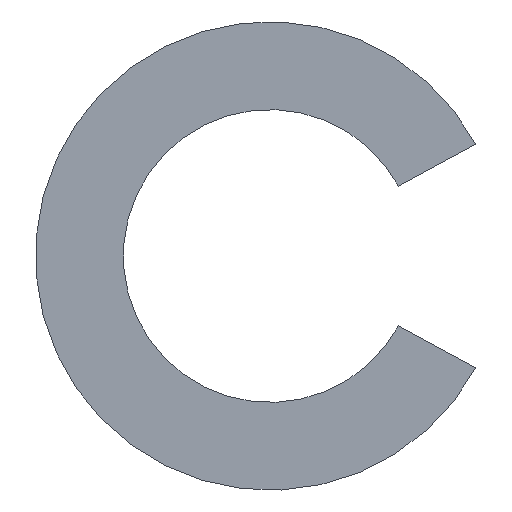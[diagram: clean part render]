
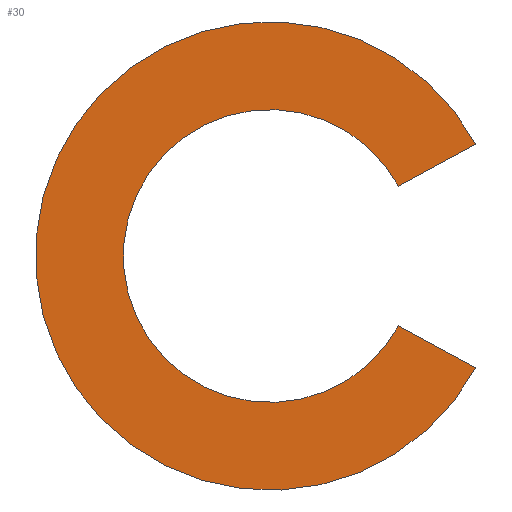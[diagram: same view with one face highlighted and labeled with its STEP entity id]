
A CAD part, front view. The second image highlights one B-rep face of the part: STEP entity #30.
In plain terms, the highlighted planar face has unit normal (0, -1, 0).
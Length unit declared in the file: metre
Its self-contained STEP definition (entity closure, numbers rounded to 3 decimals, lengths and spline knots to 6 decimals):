
#30 = ADVANCED_FACE( '', ( #59 ), #60, .F. );
#59 = FACE_OUTER_BOUND( '', #84, .T. );
#60 = PLANE( '', #85 );
#84 = EDGE_LOOP( '', ( #103, #104, #105, #106 ) );
#85 = AXIS2_PLACEMENT_3D( '', #107, #108, #109 );
#103 = ORIENTED_EDGE( '', *, *, #151, .F. );
#104 = ORIENTED_EDGE( '', *, *, #152, .T. );
#105 = ORIENTED_EDGE( '', *, *, #153, .F. );
#106 = ORIENTED_EDGE( '', *, *, #154, .F. );
#107 = CARTESIAN_POINT( '', ( 0., -0.004, 0. ) );
#108 = DIRECTION( '', ( 0., 1., 0. ) );
#109 = DIRECTION( '', ( 0., 0., 1. ) );
#151 = EDGE_CURVE( '', #169, #170, #171, .T. );
#152 = EDGE_CURVE( '', #169, #172, #173, .T. );
#153 = EDGE_CURVE( '', #174, #172, #175, .T. );
#154 = EDGE_CURVE( '', #170, #174, #176, .T. );
#169 = VERTEX_POINT( '', #195 );
#170 = VERTEX_POINT( '', #196 );
#171 = LINE( '', #197, #198 );
#172 = VERTEX_POINT( '', #199 );
#173 = CIRCLE( '', #200, 0.01 );
#174 = VERTEX_POINT( '', #201 );
#175 = LINE( '', #202, #203 );
#176 = CIRCLE( '', #204, 0.016 );
#195 = CARTESIAN_POINT( '', ( 0.008788, -0.004, -0.004772 ) );
#196 = CARTESIAN_POINT( '', ( 0.014061, -0.004, -0.007635 ) );
#197 = CARTESIAN_POINT( '', ( 0., -0.004, 0. ) );
#198 = VECTOR( '', #228, 1. );
#199 = CARTESIAN_POINT( '', ( 0.008788, -0.004, 0.004772 ) );
#200 = AXIS2_PLACEMENT_3D( '', #229, #230, #231 );
#201 = CARTESIAN_POINT( '', ( 0.014061, -0.004, 0.007635 ) );
#202 = CARTESIAN_POINT( '', ( 0., -0.004, 0. ) );
#203 = VECTOR( '', #232, 1. );
#204 = AXIS2_PLACEMENT_3D( '', #233, #234, #235 );
#228 = DIRECTION( '', ( 0.879, 0., -0.477 ) );
#229 = CARTESIAN_POINT( '', ( 0., -0.004, 0. ) );
#230 = DIRECTION( '', ( 0., 1., 0. ) );
#231 = DIRECTION( '', ( 1., 0., 0. ) );
#232 = DIRECTION( '', ( -0.879, 0., -0.477 ) );
#233 = CARTESIAN_POINT( '', ( 0., -0.004, 0. ) );
#234 = DIRECTION( '', ( 0., 1., 0. ) );
#235 = DIRECTION( '', ( 1., 0., 0. ) );
